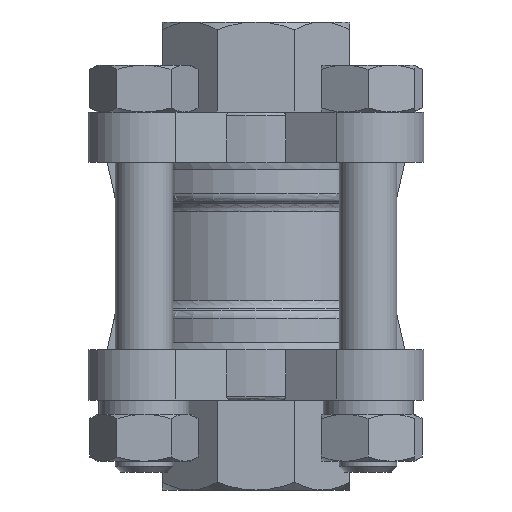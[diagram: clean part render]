
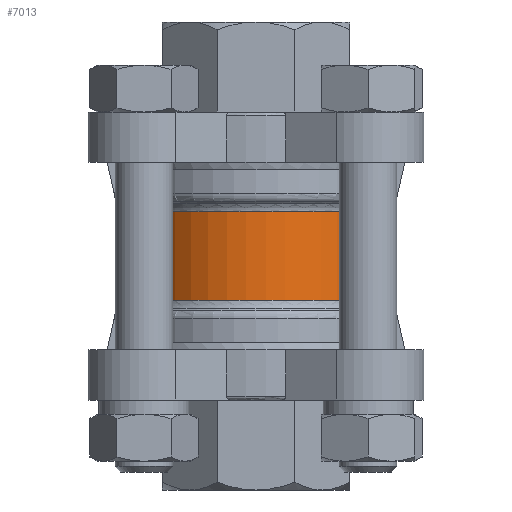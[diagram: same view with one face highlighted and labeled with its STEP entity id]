
A CAD part, front view. The second image highlights one B-rep face of the part: STEP entity #7013.
In plain terms, the highlighted cylindrical face has radius 16.3 mm (diameter 32.6 mm), a partial arc.
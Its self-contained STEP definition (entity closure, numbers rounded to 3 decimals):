
#113=LINE('',#11182,#487);
#114=LINE('',#11183,#488);
#487=VECTOR('',#8603,1000.);
#488=VECTOR('',#8604,1000.);
#809=CYLINDRICAL_SURFACE('',#7572,16.3);
#1185=CIRCLE('',#7568,16.3);
#1187=CIRCLE('',#7573,16.3);
#1790=ORIENTED_EDGE('',*,*,#3897,.T.);
#1791=ORIENTED_EDGE('',*,*,#3898,.T.);
#1792=ORIENTED_EDGE('',*,*,#3891,.F.);
#1793=ORIENTED_EDGE('',*,*,#3899,.F.);
#3891=EDGE_CURVE('',#4921,#4922,#1185,.T.);
#3897=EDGE_CURVE('',#4926,#4927,#1187,.T.);
#3898=EDGE_CURVE('',#4927,#4922,#113,.T.);
#3899=EDGE_CURVE('',#4926,#4921,#114,.T.);
#4921=VERTEX_POINT('',#11153);
#4922=VERTEX_POINT('',#11155);
#4926=VERTEX_POINT('',#11180);
#4927=VERTEX_POINT('',#11181);
#5833=EDGE_LOOP('',(#1790,#1791,#1792,#1793));
#6369=FACE_BOUND('',#5833,.T.);
#7013=ADVANCED_FACE('',(#6369),#809,.T.);
#7568=AXIS2_PLACEMENT_3D('',#11154,#8591,#8592);
#7572=AXIS2_PLACEMENT_3D('',#11178,#8599,#8600);
#7573=AXIS2_PLACEMENT_3D('',#11179,#8601,#8602);
#8591=DIRECTION('',(0.,0.,-1.));
#8592=DIRECTION('',(-1.,0.,0.));
#8599=DIRECTION('',(0.,0.,-1.));
#8600=DIRECTION('',(-1.,0.,0.));
#8601=DIRECTION('',(0.,0.,-1.));
#8602=DIRECTION('',(-1.,0.,0.));
#8603=DIRECTION('',(0.,0.,-1.));
#8604=DIRECTION('',(0.,0.,-1.));
#11153=CARTESIAN_POINT('',(14.467,-7.509,-6.179));
#11154=CARTESIAN_POINT('',(0.,0.,-6.179));
#11155=CARTESIAN_POINT('',(-14.467,-7.509,-6.179));
#11178=CARTESIAN_POINT('',(0.,0.,-20.));
#11179=CARTESIAN_POINT('',(0.,0.,6.179));
#11180=CARTESIAN_POINT('',(14.467,-7.509,6.179));
#11181=CARTESIAN_POINT('',(-14.467,-7.509,6.179));
#11182=CARTESIAN_POINT('',(-14.467,-7.509,12.));
#11183=CARTESIAN_POINT('',(14.467,-7.509,12.));
